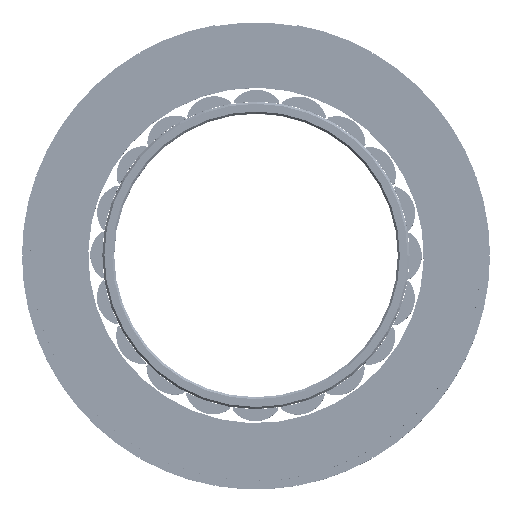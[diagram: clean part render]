
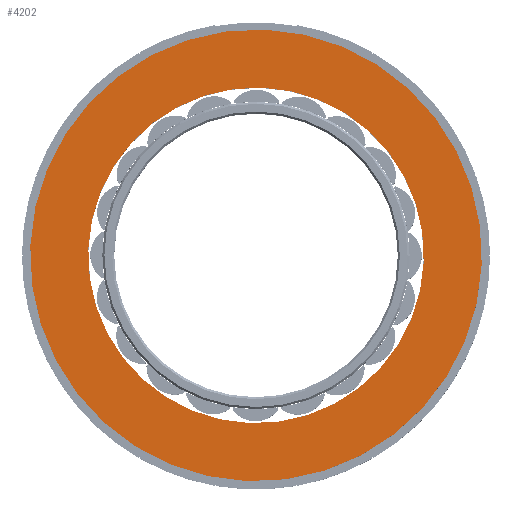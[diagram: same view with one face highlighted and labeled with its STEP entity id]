
A CAD part, top view. The second image highlights one B-rep face of the part: STEP entity #4202.
In plain terms, the highlighted planar face has unit normal (0, 0, 1).
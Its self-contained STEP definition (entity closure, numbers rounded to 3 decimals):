
#908 = AXIS2_PLACEMENT_3D ( 'NONE', #7356, #1349, #18228 ) ;
#1154 = PLANE ( 'NONE',  #908 ) ;
#1349 = DIRECTION ( 'NONE',  ( 0., 0., 1. ) ) ;
#1676 = CARTESIAN_POINT ( 'NONE',  ( 0., 0., 4.3 ) ) ;
#1840 = AXIS2_PLACEMENT_3D ( 'NONE', #1676, #6248, #18955 ) ;
#2243 = DIRECTION ( 'NONE',  ( 1., 0., 0. ) ) ;
#2954 = CARTESIAN_POINT ( 'NONE',  ( -24.85, 0., 4.3 ) ) ;
#3851 = EDGE_CURVE ( 'NONE', #7576, #7507, #18393, .T. ) ;
#4059 = CARTESIAN_POINT ( 'NONE',  ( 33.45, 0., 4.3 ) ) ;
#4202 = ADVANCED_FACE ( 'NONE', ( #14989, #5931 ), #1154, .T. ) ;
#5646 = ORIENTED_EDGE ( 'NONE', *, *, #3851, .F. ) ;
#5843 = DIRECTION ( 'NONE',  ( 0., 0., 1. ) ) ;
#5931 = FACE_BOUND ( 'NONE', #16545, .T. ) ;
#6248 = DIRECTION ( 'NONE',  ( 0., 0., 1. ) ) ;
#7130 = VERTEX_POINT ( 'NONE', #18362 ) ;
#7164 = EDGE_LOOP ( 'NONE', ( #18726, #16574 ) ) ;
#7356 = CARTESIAN_POINT ( 'NONE',  ( 0., 0., 4.3 ) ) ;
#7507 = VERTEX_POINT ( 'NONE', #7948 ) ;
#7576 = VERTEX_POINT ( 'NONE', #2954 ) ;
#7800 = AXIS2_PLACEMENT_3D ( 'NONE', #13240, #9686, #2243 ) ;
#7948 = CARTESIAN_POINT ( 'NONE',  ( 24.85, 0., 4.3 ) ) ;
#8537 = ORIENTED_EDGE ( 'NONE', *, *, #16092, .F. ) ;
#9181 = DIRECTION ( 'NONE',  ( 0., 0., 1. ) ) ;
#9686 = DIRECTION ( 'NONE',  ( 0., 0., 1. ) ) ;
#9814 = CIRCLE ( 'NONE', #15326, 24.85 ) ;
#10521 = DIRECTION ( 'NONE',  ( 1., 0., 0. ) ) ;
#11845 = EDGE_CURVE ( 'NONE', #7130, #12657, #17540, .T. ) ;
#12657 = VERTEX_POINT ( 'NONE', #4059 ) ;
#13121 = EDGE_CURVE ( 'NONE', #12657, #7130, #16017, .T. ) ;
#13240 = CARTESIAN_POINT ( 'NONE',  ( 0., 0., 4.3 ) ) ;
#13646 = CARTESIAN_POINT ( 'NONE',  ( 0., 0., 4.3 ) ) ;
#14706 = DIRECTION ( 'NONE',  ( 1., 0., 0. ) ) ;
#14728 = AXIS2_PLACEMENT_3D ( 'NONE', #13646, #9181, #14706 ) ;
#14989 = FACE_OUTER_BOUND ( 'NONE', #7164, .T. ) ;
#15326 = AXIS2_PLACEMENT_3D ( 'NONE', #15391, #5843, #10521 ) ;
#15391 = CARTESIAN_POINT ( 'NONE',  ( 0., 0., 4.3 ) ) ;
#16017 = CIRCLE ( 'NONE', #14728, 33.45 ) ;
#16092 = EDGE_CURVE ( 'NONE', #7507, #7576, #9814, .T. ) ;
#16545 = EDGE_LOOP ( 'NONE', ( #5646, #8537 ) ) ;
#16574 = ORIENTED_EDGE ( 'NONE', *, *, #13121, .T. ) ;
#17540 = CIRCLE ( 'NONE', #7800, 33.45 ) ;
#18228 = DIRECTION ( 'NONE',  ( 1., 0., 0. ) ) ;
#18362 = CARTESIAN_POINT ( 'NONE',  ( -33.45, 0., 4.3 ) ) ;
#18393 = CIRCLE ( 'NONE', #1840, 24.85 ) ;
#18726 = ORIENTED_EDGE ( 'NONE', *, *, #11845, .T. ) ;
#18955 = DIRECTION ( 'NONE',  ( 1., 0., 0. ) ) ;
